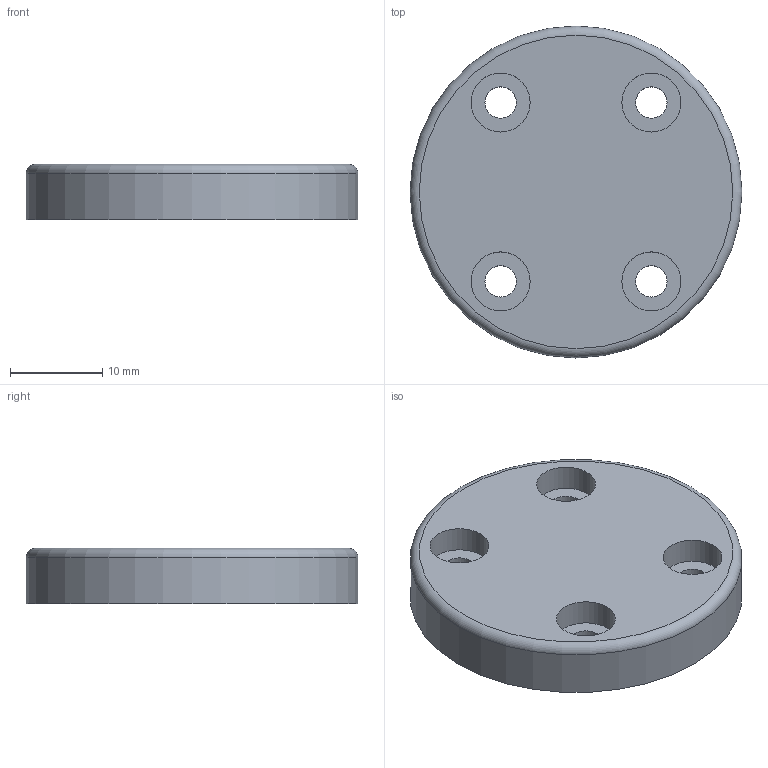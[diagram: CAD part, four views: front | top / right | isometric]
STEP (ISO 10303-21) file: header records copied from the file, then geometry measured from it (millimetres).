
FILE_DESCRIPTION(('FreeCAD Model'),'2;1');
FILE_NAME('CoveringPanel.step', '2020-08-11T20:06:42',(''),(''),'Open CASCADE STEP processor 7.3', 'FreeCAD','Unknown');
FILE_SCHEMA(('CONFIG_CONTROL_DESIGN','SHAPE_APPEARANCE_LAYER_MIM'));
Length unit declared in the file: millimetre
Products named in the file (1): CoveringPanel
Bounding box: 36 x 36 x 6 mm (x, y, z)
Volume: 5606.8 mm3; surface area: 2954.6 mm2
Topology: 1 solids, 1 shells, 16 faces, 29 edges, 19 vertices
Faces by surface type: cylinder 9, plane 6, torus 1
Full cylindrical faces by diameter (mm): 3.4 x4, 6.4 x4, 36 x1
Entity records: 472 total; most frequent: DIRECTION 83, CARTESIAN_POINT 65, ORIENTED_EDGE 58, AXIS2_PLACEMENT_3D 37, EDGE_CURVE 29, FACE_BOUND 28, EDGE_LOOP 28, CIRCLE 20
